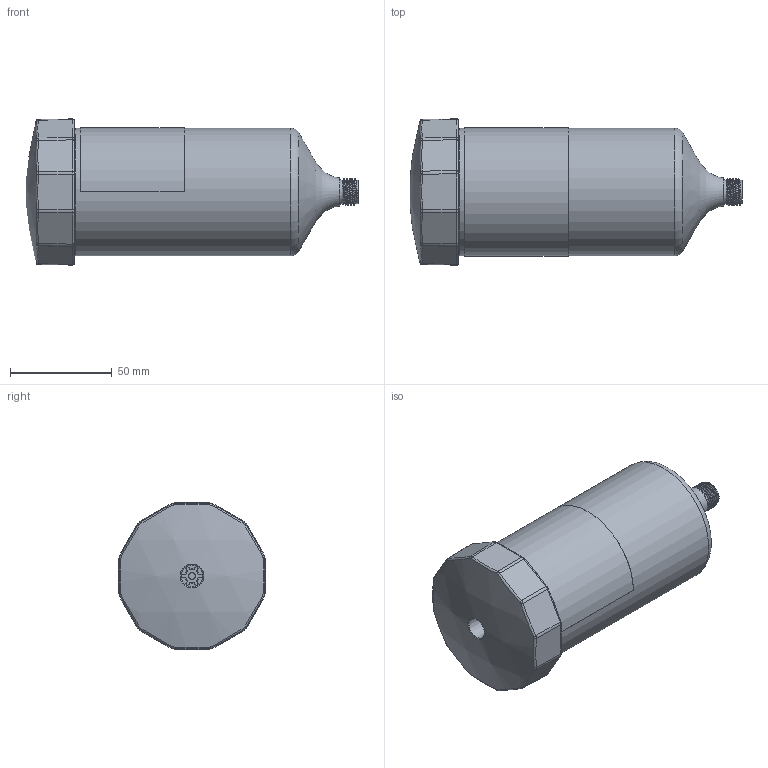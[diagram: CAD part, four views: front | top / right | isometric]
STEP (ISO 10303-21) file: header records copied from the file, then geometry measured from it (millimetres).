
FILE_DESCRIPTION(/* description */ (''),/* implementation_level */ '2;1');
FILE_NAME(/* name */ 'Drain_cup_250_perma_Standard_115685.stp',/* time_stamp */ '2020-07-08T10:12:41+02:00',/* author */ ('002210'),/* organization */ (''),/* preprocessor_version */ 'ST-DEVELOPER v17.2',/* originating_system */ 'Autodesk Inventor 2019',/* authorisation */ '');
FILE_SCHEMA (('AUTOMOTIVE_DESIGN { 1 0 10303 214 3 1 1 }'));
Length unit declared in the file: millimetre
Products named in the file (6): dczus05b_unten; dcdec01b; O-Ring verbaut; ebgeh05a; Kolben; Bauteil1
Assembly tree (5 placements, depth 2):
  dczus05b_unten
    dcdec01b
    O-Ring verbaut
    ebgeh05a
    Kolben
    Bauteil1
Bounding box: 163.46 x 71.96 x 71.96 mm (x, y, z)
Volume: 111968.4 mm3; surface area: 111573.5 mm2
Topology: 5 solids, 5 shells, 2397 faces, 6107 edges, 3719 vertices
Faces by surface type: plane 1143, cylinder 482, torus 348, bspline 201, sphere 158, cone 65
Full cylindrical faces by diameter (mm): 3 x3, 5.7 x1, 39.2 x1, 55 x1, 59.4 x1, 61.528 x2, 62.9 x1, 63 x1, 65 x4, 66 x2
Entity records: 90537 total; most frequent: CARTESIAN_POINT 34137, ORIENTED_EDGE 12172, DIRECTION 11548, EDGE_CURVE 6086, AXIS2_PLACEMENT_3D 4637, VERTEX_POINT 3719, EDGE_LOOP 2423, ADVANCED_FACE 2397
